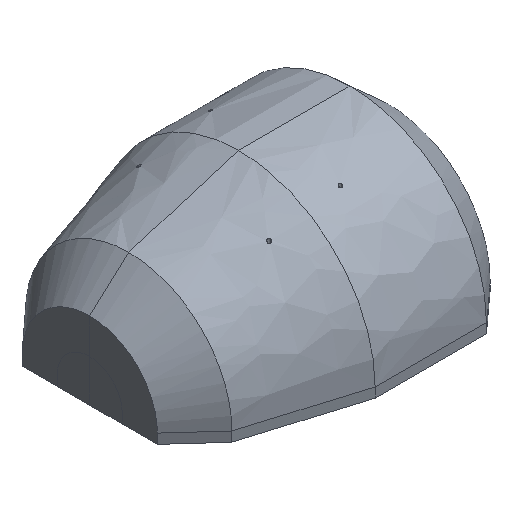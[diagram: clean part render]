
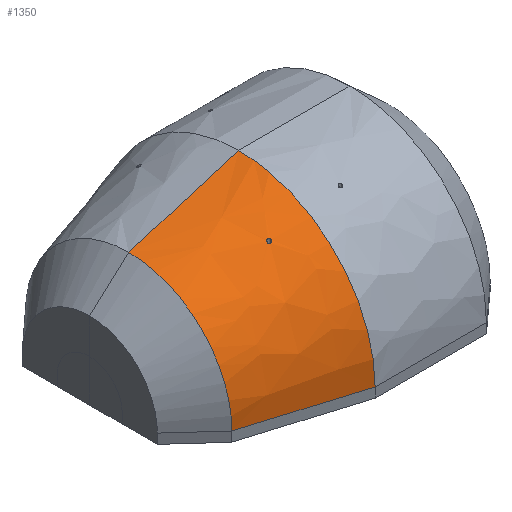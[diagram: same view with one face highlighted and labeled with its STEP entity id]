
A CAD part, isometric view. The second image highlights one B-rep face of the part: STEP entity #1350.
In plain terms, the highlighted free-form (B-spline) face has degree [5, 1] with [9, 2] control points.
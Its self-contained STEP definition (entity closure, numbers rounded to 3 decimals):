
#622=CARTESIAN_POINT('Vertex',(-0.179,-21.,0.)) ;
#640=CARTESIAN_POINT('Vertex',(-0.179,0.,21.)) ;
#644=CARTESIAN_POINT('Control Point',(-0.179,-21.,0.)) ;
#645=CARTESIAN_POINT('Control Point',(-0.179,-21.,6.597)) ;
#646=CARTESIAN_POINT('Control Point',(-0.179,-18.417,13.201)) ;
#647=CARTESIAN_POINT('Control Point',(-0.179,-13.201,18.417)) ;
#648=CARTESIAN_POINT('Control Point',(-0.179,-6.597,21.)) ;
#649=CARTESIAN_POINT('Control Point',(-0.179,0.,21.)) ;
#1025=CARTESIAN_POINT('Line Origine',(-8.636,-18.437,0.)) ;
#1029=CARTESIAN_POINT('Vertex',(-17.094,-15.874,0.)) ;
#1233=CARTESIAN_POINT('Vertex',(-17.094,0.,15.874)) ;
#1271=CARTESIAN_POINT('Control Point',(-17.094,0.,15.874)) ;
#1272=CARTESIAN_POINT('Control Point',(-17.094,-4.987,15.874)) ;
#1273=CARTESIAN_POINT('Control Point',(-17.094,-9.979,13.921)) ;
#1274=CARTESIAN_POINT('Control Point',(-17.094,-13.921,9.979)) ;
#1275=CARTESIAN_POINT('Control Point',(-17.094,-15.874,4.987)) ;
#1276=CARTESIAN_POINT('Control Point',(-17.094,-15.874,0.)) ;
#1286=CARTESIAN_POINT('Control Point',(-17.094,0.,15.874)) ;
#1287=CARTESIAN_POINT('Control Point',(-0.179,0.,21.)) ;
#1288=CARTESIAN_POINT('Control Point',(-17.094,-2.493,15.874)) ;
#1289=CARTESIAN_POINT('Control Point',(-0.179,-3.299,21.)) ;
#1290=CARTESIAN_POINT('Control Point',(-17.094,-4.987,15.385)) ;
#1291=CARTESIAN_POINT('Control Point',(-0.179,-6.597,20.352)) ;
#1292=CARTESIAN_POINT('Control Point',(-17.094,-7.352,14.405)) ;
#1293=CARTESIAN_POINT('Control Point',(-0.179,-9.726,19.056)) ;
#1294=CARTESIAN_POINT('Control Point',(-17.094,-11.571,11.571)) ;
#1295=CARTESIAN_POINT('Control Point',(-0.179,-15.307,15.307)) ;
#1296=CARTESIAN_POINT('Control Point',(-17.094,-14.405,7.352)) ;
#1297=CARTESIAN_POINT('Control Point',(-0.179,-19.056,9.726)) ;
#1298=CARTESIAN_POINT('Control Point',(-17.094,-15.385,4.987)) ;
#1299=CARTESIAN_POINT('Control Point',(-0.179,-20.352,6.597)) ;
#1300=CARTESIAN_POINT('Control Point',(-17.094,-15.874,2.493)) ;
#1301=CARTESIAN_POINT('Control Point',(-0.179,-21.,3.299)) ;
#1302=CARTESIAN_POINT('Control Point',(-17.094,-15.874,0.)) ;
#1303=CARTESIAN_POINT('Control Point',(-0.179,-21.,0.)) ;
#1305=CARTESIAN_POINT('Control Point',(-0.179,0.,21.)) ;
#1306=CARTESIAN_POINT('Control Point',(-17.094,0.,15.874)) ;
#1315=CARTESIAN_POINT('Control Point',(-5.25,-10.,16.698)) ;
#1316=CARTESIAN_POINT('Control Point',(-5.25,-9.961,16.721)) ;
#1317=CARTESIAN_POINT('Control Point',(-5.258,-9.921,16.742)) ;
#1318=CARTESIAN_POINT('Control Point',(-5.277,-9.878,16.761)) ;
#1319=CARTESIAN_POINT('Control Point',(-5.334,-9.81,16.781)) ;
#1320=CARTESIAN_POINT('Control Point',(-5.415,-9.772,16.774)) ;
#1321=CARTESIAN_POINT('Control Point',(-5.454,-9.763,16.766)) ;
#1322=CARTESIAN_POINT('Control Point',(-5.576,-9.755,16.728)) ;
#1323=CARTESIAN_POINT('Control Point',(-5.674,-9.809,16.662)) ;
#1324=CARTESIAN_POINT('Control Point',(-5.721,-9.861,16.615)) ;
#1325=CARTESIAN_POINT('Control Point',(-5.75,-9.927,16.565)) ;
#1326=CARTESIAN_POINT('Control Point',(-5.75,-10.,16.521)) ;
#1327=CARTESIAN_POINT('Vertex',(-5.25,-10.,16.698)) ;
#1329=CARTESIAN_POINT('Vertex',(-5.75,-10.,16.521)) ;
#1333=CARTESIAN_POINT('Control Point',(-5.75,-10.,16.521)) ;
#1334=CARTESIAN_POINT('Control Point',(-5.75,-10.041,16.496)) ;
#1335=CARTESIAN_POINT('Control Point',(-5.741,-10.085,16.473)) ;
#1336=CARTESIAN_POINT('Control Point',(-5.72,-10.13,16.452)) ;
#1337=CARTESIAN_POINT('Control Point',(-5.652,-10.203,16.431)) ;
#1338=CARTESIAN_POINT('Control Point',(-5.558,-10.237,16.444)) ;
#1339=CARTESIAN_POINT('Control Point',(-5.513,-10.242,16.457)) ;
#1340=CARTESIAN_POINT('Control Point',(-5.399,-10.233,16.503)) ;
#1341=CARTESIAN_POINT('Control Point',(-5.314,-10.175,16.569)) ;
#1342=CARTESIAN_POINT('Control Point',(-5.274,-10.126,16.613)) ;
#1343=CARTESIAN_POINT('Control Point',(-5.25,-10.066,16.658)) ;
#1344=CARTESIAN_POINT('Control Point',(-5.25,-10.,16.698)) ;
#1026=DIRECTION('Vector Direction',(-0.957,0.29,0.)) ;
#1309=ORIENTED_EDGE('',*,*,#650,.T.) ;
#1310=ORIENTED_EDGE('',*,*,#1307,.T.) ;
#1311=ORIENTED_EDGE('',*,*,#1277,.T.) ;
#1312=ORIENTED_EDGE('',*,*,#1031,.F.) ;
#1347=ORIENTED_EDGE('',*,*,#1331,.F.) ;
#1348=ORIENTED_EDGE('',*,*,#1345,.F.) ;
#1349=FACE_BOUND('',#1346,.T.) ;
#1027=VECTOR('Line Direction',#1026,1.) ;
#1350=ADVANCED_FACE('PartBody',(#1313,#1349),#1285,.T.) ;
#643=B_SPLINE_CURVE_WITH_KNOTS('',5,(#644,#645,#646,#647,#648,#649),.UNSPECIFIED.,.F.,.U.,(6,6),(125.664,188.496),.UNSPECIFIED.) ;
#1270=B_SPLINE_CURVE_WITH_KNOTS('',5,(#1271,#1272,#1273,#1274,#1275,#1276),.UNSPECIFIED.,.F.,.U.,(6,6),(39.27,78.54),.UNSPECIFIED.) ;
#1304=B_SPLINE_CURVE_WITH_KNOTS('',1,(#1305,#1306),.UNSPECIFIED.,.F.,.U.,(2,2),(-16.136,16.284),.UNSPECIFIED.) ;
#1314=B_SPLINE_CURVE_WITH_KNOTS('',5,(#1315,#1316,#1317,#1318,#1319,#1320,#1321,#1322,#1323,#1324,#1325,#1326),.UNSPECIFIED.,.F.,.U.,(6,3,3,6),(1.885,2.391,2.802,3.759),.UNSPECIFIED.) ;
#1332=B_SPLINE_CURVE_WITH_KNOTS('',5,(#1333,#1334,#1335,#1336,#1337,#1338,#1339,#1340,#1341,#1342,#1343,#1344),.UNSPECIFIED.,.F.,.U.,(6,3,3,6),(0.,0.545,1.021,1.885),.UNSPECIFIED.) ;
#1285=B_SPLINE_SURFACE_WITH_KNOTS('',5,1,((#1286,#1287),(#1288,#1289),(#1290,#1291),(#1292,#1293),(#1294,#1295),(#1296,#1297),(#1298,#1299),(#1300,#1301),(#1302,#1303)),.UNSPECIFIED.,.F.,.F.,.U.,(6,3,6),(2,2),(54.978,82.467,109.956),(-0.472,31.947),.UNSPECIFIED.) ;
#650=EDGE_CURVE('',#623,#641,#643,.T.) ;
#1031=EDGE_CURVE('',#623,#1030,#1028,.T.) ;
#1277=EDGE_CURVE('',#1234,#1030,#1270,.T.) ;
#1307=EDGE_CURVE('',#641,#1234,#1304,.T.) ;
#1331=EDGE_CURVE('',#1328,#1330,#1314,.T.) ;
#1345=EDGE_CURVE('',#1330,#1328,#1332,.T.) ;
#1308=EDGE_LOOP('',(#1309,#1310,#1311,#1312)) ;
#1346=EDGE_LOOP('',(#1347,#1348)) ;
#1313=FACE_OUTER_BOUND('',#1308,.T.) ;
#1028=LINE('Line',#1025,#1027) ;
#623=VERTEX_POINT('',#622) ;
#641=VERTEX_POINT('',#640) ;
#1030=VERTEX_POINT('',#1029) ;
#1234=VERTEX_POINT('',#1233) ;
#1328=VERTEX_POINT('',#1327) ;
#1330=VERTEX_POINT('',#1329) ;
